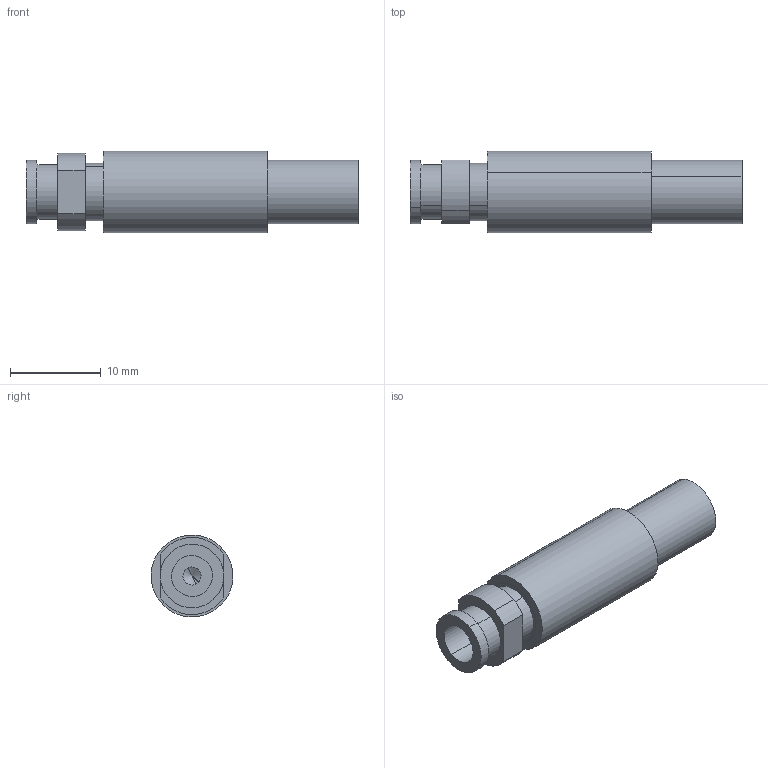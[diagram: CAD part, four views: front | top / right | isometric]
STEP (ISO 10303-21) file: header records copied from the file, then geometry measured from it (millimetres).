
FILE_DESCRIPTION(('CATIA V5 STEP Exchange'),'2;1');
FILE_NAME('Koax_Stecker_mit_Einschraubbuchse.stp','2013-08-01T14:59:02+00:00',('none'),('none'),'CATIA Version 5 Release 19 SP 3 (IN-10)','CATIA V5 STEP AP214','none');
FILE_SCHEMA(('AUTOMOTIVE_DESIGN { 1 0 10303 214 1 1 1 1 }'));
Length unit declared in the file: millimetre
Products named in the file (1): Koax_Stecker_mit_Einschraubbuchse
Bounding box: 36.5 x 9 x 9 mm (x, y, z)
Volume: 1530 mm3; surface area: 2037.5 mm2
Topology: 2 solids, 2 shells, 52 faces, 108 edges, 69 vertices
Faces by surface type: cylinder 32, plane 16, cone 4
Entity records: 1246 total; most frequent: ORIENTED_EDGE 212, CARTESIAN_POINT 205, DIRECTION 164, EDGE_CURVE 106, AXIS2_PLACEMENT_3D 94, VERTEX_POINT 69, EDGE_LOOP 65, CIRCLE 64
